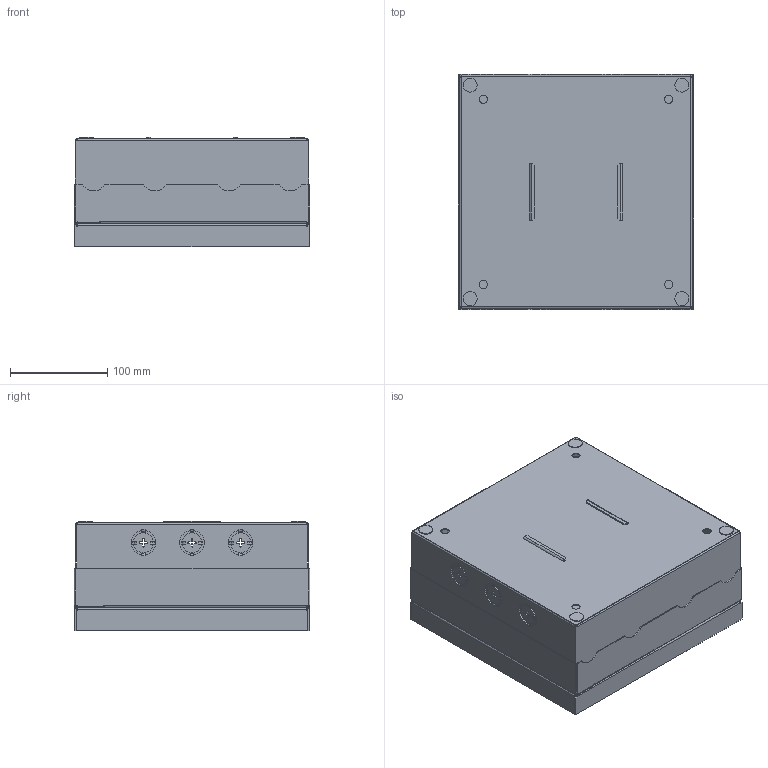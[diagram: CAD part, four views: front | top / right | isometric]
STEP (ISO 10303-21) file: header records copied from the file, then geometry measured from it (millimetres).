
FILE_DESCRIPTION (( 'STEP AP214' ), '1' );
FILE_NAME ('7427076.stp', '2024-08-09T08:22:39', ( '' ), ( '' ), 'SwSTEP 2.0', 'SolidWorks 2022', '' );
FILE_SCHEMA (( 'AUTOMOTIVE_DESIGN' ));
Length unit declared in the file: millimetre
Products named in the file (17): 42389C_Blindniet gekürzt (Einbausituation) bei 2mm Blech; 052199_Standard; 066167_Standard; 066166_Standard; 7427076; 038603_Standard; 52058G8_Standard; 052181_39414510T1_VA; 35014016_Standard; 046279_Standard; 031039_Standard; 052219_Standard; 052200_Standard; 046359_Standard; 052202_Standard; 036167_Standard; 030910_Standard
Assembly tree (26 placements, depth 4):
  7427076
    031039_Standard
    52058G8_Standard  x4
    35014016_Standard  x4
    052219_Standard
      052181_39414510T1_VA
      052202_Standard
      42389C_Blindniet gekürzt (Einbausituation) bei 2mm Blech  x4
    030910_Standard  x2
    052200_Standard
      052199_Standard
      038603_Standard
      046359_Standard
        046279_Standard
        036167_Standard
      066167_Standard
        066166_Standard
Bounding box: 242.5 x 242.8 x 112.69 mm (x, y, z)
Volume: 666753.7 mm3; surface area: 859291.9 mm2
Topology: 22 solids, 22 shells, 1319 faces, 3402 edges, 2105 vertices
Faces by surface type: plane 905, cylinder 328, cone 68, torus 18
Full cylindrical faces by diameter (mm): 2.5 x5, 6.4 x4, 7 x2, 8 x8, 8.2 x4, 8.5 x4, 10.5 x4, 11.9 x4, 12.718 x4, 12.9 x5, 13 x4, 14.5 x4, 16 x4
Entity records: 35878 total; most frequent: CARTESIAN_POINT 6349, DIRECTION 6019, ORIENTED_EDGE 5964, EDGE_CURVE 2982, LINE 2213, VECTOR 2213, AXIS2_PLACEMENT_3D 1903, VERTEX_POINT 1877
